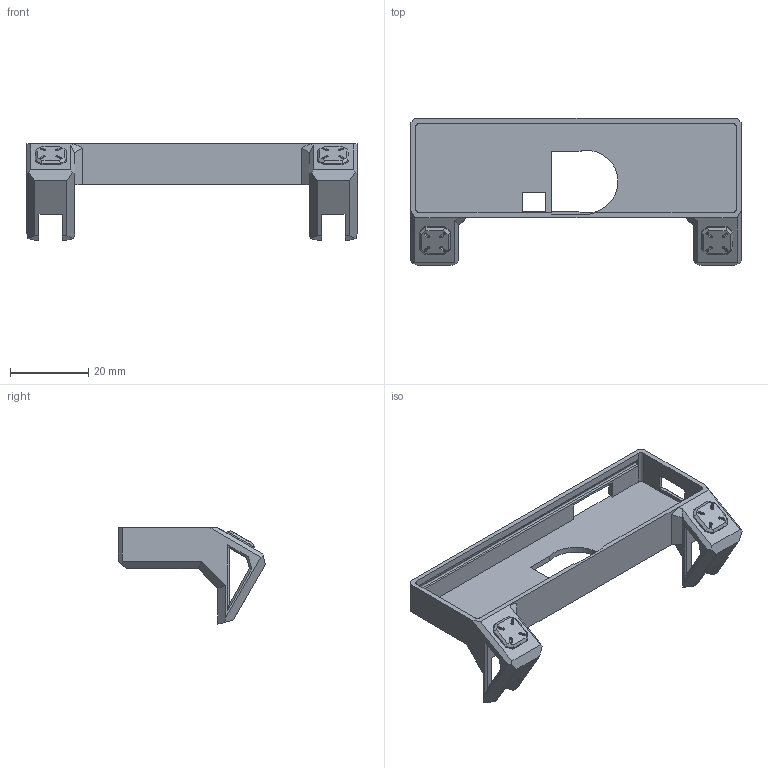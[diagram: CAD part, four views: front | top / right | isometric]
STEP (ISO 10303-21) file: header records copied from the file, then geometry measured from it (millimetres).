
FILE_DESCRIPTION (( 'STEP AP203' ), '1' );
FILE_NAME ('VFD.3µ×.STEP', '2023-03-20T08:38:54', ( '' ), ( '' ), 'SwSTEP 2.0', 'SolidWorks 2021', '' );
FILE_SCHEMA (( 'CONFIG_CONTROL_DESIGN' ));
Length unit declared in the file: millimetre
Products named in the file (1): VFD.3菁
Bounding box: 84.5 x 37.61 x 24.64 mm (x, y, z)
Volume: 7573.4 mm3; surface area: 9863.9 mm2
Topology: 1 solids, 1 shells, 271 faces, 705 edges, 440 vertices
Faces by surface type: plane 184, cylinder 63, torus 24
Entity records: 8294 total; most frequent: CARTESIAN_POINT 1447, ORIENTED_EDGE 1410, DIRECTION 1409, EDGE_CURVE 705, VECTOR 537, LINE 537, VERTEX_POINT 440, AXIS2_PLACEMENT_3D 436
